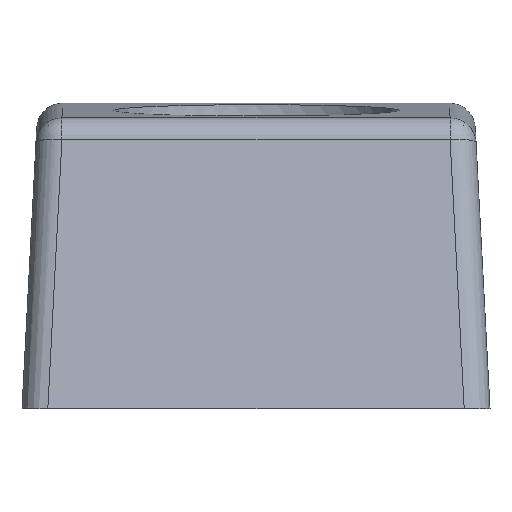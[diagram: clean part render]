
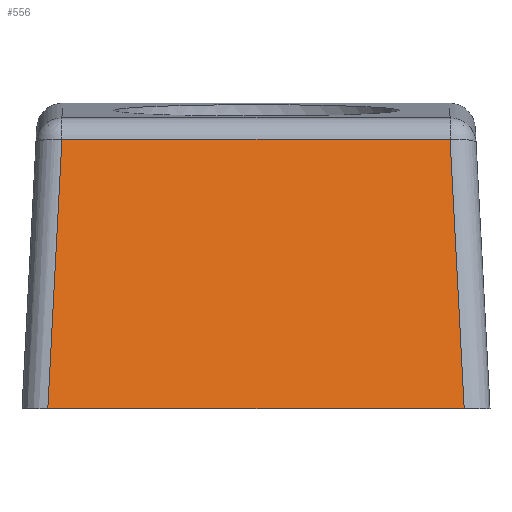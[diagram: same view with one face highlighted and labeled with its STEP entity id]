
A CAD part, front view. The second image highlights one B-rep face of the part: STEP entity #556.
In plain terms, the highlighted planar face has unit normal (0, -0.985, 0.174).
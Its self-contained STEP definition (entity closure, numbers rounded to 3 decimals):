
#78=FACE_OUTER_BOUND('',#110,.T.);
#110=EDGE_LOOP('',(#442,#443,#444,#445));
#142=LINE('',#940,#193);
#144=LINE('',#946,#195);
#146=LINE('',#950,#197);
#158=LINE('',#976,#209);
#193=VECTOR('',#723,10.);
#195=VECTOR('',#729,10.);
#197=VECTOR('',#733,10.);
#209=VECTOR('',#763,10.);
#239=VERTEX_POINT('',#842);
#247=VERTEX_POINT('',#858);
#265=VERTEX_POINT('',#943);
#267=VERTEX_POINT('',#949);
#320=EDGE_CURVE('',#247,#239,#142,.T.);
#323=EDGE_CURVE('',#239,#265,#144,.T.);
#325=EDGE_CURVE('',#267,#247,#146,.T.);
#340=EDGE_CURVE('',#267,#265,#158,.T.);
#442=ORIENTED_EDGE('',*,*,#340,.F.);
#443=ORIENTED_EDGE('',*,*,#325,.T.);
#444=ORIENTED_EDGE('',*,*,#320,.T.);
#445=ORIENTED_EDGE('',*,*,#323,.T.);
#524=PLANE('',#628);
#556=ADVANCED_FACE('',(#78),#524,.T.);
#628=AXIS2_PLACEMENT_3D('',#975,#761,#762);
#723=DIRECTION('',(-1.,0.,0.));
#729=DIRECTION('',(-0.052,-0.173,-0.983));
#733=DIRECTION('',(-0.052,0.173,0.983));
#761=DIRECTION('center_axis',(0.,-0.985,0.174));
#762=DIRECTION('ref_axis',(0.,-0.174,-0.985));
#763=DIRECTION('',(-1.,0.,0.));
#842=CARTESIAN_POINT('',(15.353,18.072,103.609));
#858=CARTESIAN_POINT('',(164.647,18.072,103.609));
#940=CARTESIAN_POINT('',(15.353,18.072,103.609));
#943=CARTESIAN_POINT('',(9.923,-0.197,0.));
#946=CARTESIAN_POINT('',(15.353,18.072,103.609));
#949=CARTESIAN_POINT('',(170.077,-0.197,0.));
#950=CARTESIAN_POINT('',(164.647,18.072,103.609));
#975=CARTESIAN_POINT('Origin',(79.707,12.418,71.547));
#976=CARTESIAN_POINT('',(84.869,-0.197,0.));
